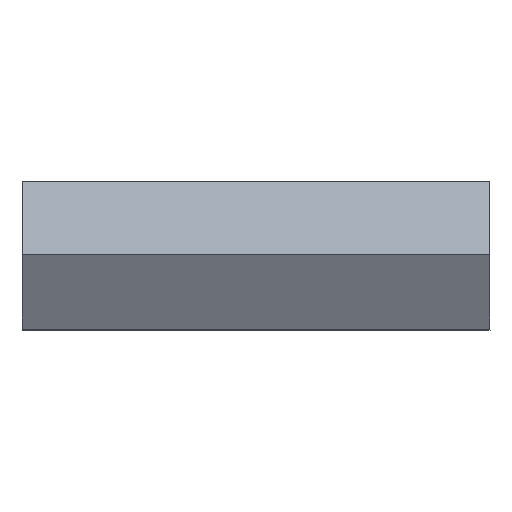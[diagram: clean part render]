
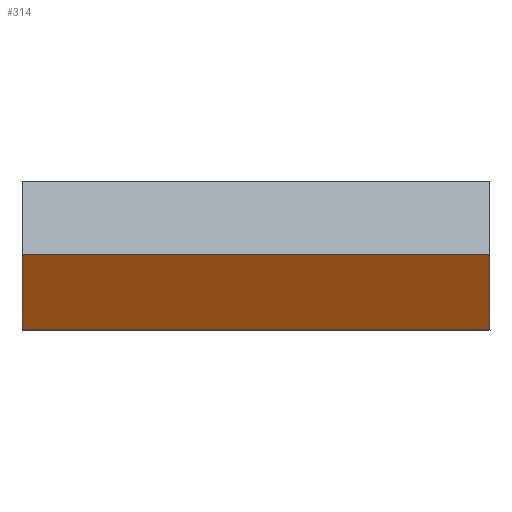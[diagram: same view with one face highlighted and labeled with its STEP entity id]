
A CAD part, left-side view. The second image highlights one B-rep face of the part: STEP entity #314.
In plain terms, the highlighted planar face has unit normal (-0.873, 0, -0.487).
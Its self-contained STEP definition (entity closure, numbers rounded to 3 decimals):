
#28=FACE_OUTER_BOUND('',#46,.T.);
#46=EDGE_LOOP('',(#217,#218,#219,#220));
#68=LINE('',#467,#106);
#71=LINE('',#473,#109);
#72=LINE('',#475,#110);
#73=LINE('',#476,#111);
#106=VECTOR('',#382,10.);
#109=VECTOR('',#387,10.);
#110=VECTOR('',#388,10.);
#111=VECTOR('',#389,10.);
#143=VERTEX_POINT('',#463);
#145=VERTEX_POINT('',#466);
#147=VERTEX_POINT('',#472);
#148=VERTEX_POINT('',#474);
#172=EDGE_CURVE('',#145,#143,#68,.T.);
#175=EDGE_CURVE('',#147,#143,#71,.T.);
#176=EDGE_CURVE('',#148,#147,#72,.T.);
#177=EDGE_CURVE('',#145,#148,#73,.T.);
#217=ORIENTED_EDGE('',*,*,#175,.F.);
#218=ORIENTED_EDGE('',*,*,#176,.F.);
#219=ORIENTED_EDGE('',*,*,#177,.F.);
#220=ORIENTED_EDGE('',*,*,#172,.T.);
#298=PLANE('',#356);
#314=ADVANCED_FACE('',(#28),#298,.T.);
#356=AXIS2_PLACEMENT_3D('',#471,#385,#386);
#382=DIRECTION('',(0.,-1.,0.));
#385=DIRECTION('center_axis',(-0.873,0.,-0.487));
#386=DIRECTION('ref_axis',(0.487,0.,-0.873));
#387=DIRECTION('',(0.487,0.,-0.873));
#388=DIRECTION('',(0.,-1.,0.));
#389=DIRECTION('',(-0.487,0.,0.873));
#463=CARTESIAN_POINT('',(352.602,65.199,-173.294));
#466=CARTESIAN_POINT('',(352.602,76.199,-173.294));
#467=CARTESIAN_POINT('',(352.602,76.199,-173.294));
#471=CARTESIAN_POINT('Origin',(351.628,76.199,-171.547));
#472=CARTESIAN_POINT('',(351.628,65.199,-171.547));
#473=CARTESIAN_POINT('',(353.265,65.199,-174.483));
#474=CARTESIAN_POINT('',(351.628,76.199,-171.547));
#475=CARTESIAN_POINT('',(351.628,76.199,-171.547));
#476=CARTESIAN_POINT('',(352.602,76.199,-173.294));
